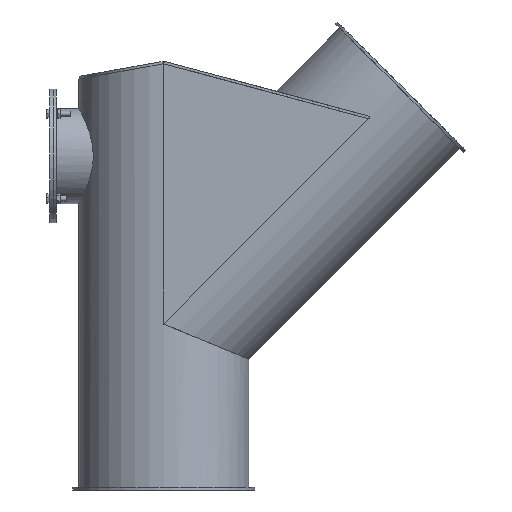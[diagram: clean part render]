
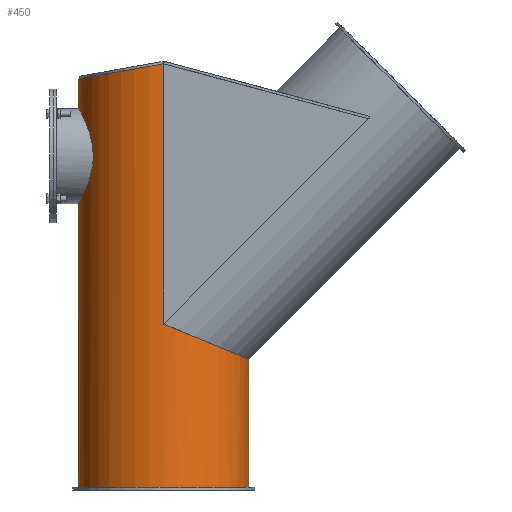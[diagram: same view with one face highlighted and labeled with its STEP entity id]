
A CAD part, left-side view. The second image highlights one B-rep face of the part: STEP entity #450.
In plain terms, the highlighted cylindrical face has radius 100 mm (diameter 200 mm), a full revolution.
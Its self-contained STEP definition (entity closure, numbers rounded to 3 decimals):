
#112=CARTESIAN_POINT('',(100.0,0.0,8.0));
#113=VERTEX_POINT('',#112);
#114=CARTESIAN_POINT('',(0.0,0.0,8.0));
#115=DIRECTION('',(0.0,0.0,1.0));
#116=DIRECTION('',(-1.0,0.0,0.0));
#117=AXIS2_PLACEMENT_3D('',#114,#115,#116);
#118=CIRCLE('',#117,100.0);
#119=EDGE_CURVE('',#113,#113,#118,.T.);
#213=CARTESIAN_POINT('',(54.,84.167,397.25));
#214=VERTEX_POINT('',#213);
#215=CARTESIAN_POINT('',(54.,84.167,397.25));
#216=CARTESIAN_POINT('',(54.,84.167,400.73));
#217=CARTESIAN_POINT('',(53.658,84.389,404.297));
#218=CARTESIAN_POINT('',(52.254,85.265,411.335));
#219=CARTESIAN_POINT('',(51.192,85.918,414.808));
#220=CARTESIAN_POINT('',(48.418,87.511,421.428));
#221=CARTESIAN_POINT('',(46.704,88.451,424.583));
#222=CARTESIAN_POINT('',(42.768,90.42,430.405));
#223=CARTESIAN_POINT('',(40.546,91.447,433.072));
#224=CARTESIAN_POINT('',(35.831,93.395,437.787));
#225=CARTESIAN_POINT('',(33.168,94.388,440.008));
#226=CARTESIAN_POINT('',(27.345,96.237,443.947));
#227=CARTESIAN_POINT('',(24.184,97.091,445.666));
#228=CARTESIAN_POINT('',(17.55,98.506,448.445));
#229=CARTESIAN_POINT('',(14.07,99.068,449.508));
#230=CARTESIAN_POINT('',(7.029,99.815,450.911));
#231=CARTESIAN_POINT('',(3.466,100.0,451.25));
#232=CARTESIAN_POINT('',(-3.466,100.0,451.25));
#233=CARTESIAN_POINT('',(-7.029,99.815,450.911));
#234=CARTESIAN_POINT('',(-14.07,99.068,449.508));
#235=CARTESIAN_POINT('',(-17.55,98.506,448.445));
#236=CARTESIAN_POINT('',(-24.184,97.091,445.666));
#237=CARTESIAN_POINT('',(-27.345,96.237,443.947));
#238=CARTESIAN_POINT('',(-33.168,94.388,440.008));
#239=CARTESIAN_POINT('',(-35.831,93.395,437.787));
#240=CARTESIAN_POINT('',(-40.546,91.447,433.072));
#241=CARTESIAN_POINT('',(-42.768,90.42,430.405));
#242=CARTESIAN_POINT('',(-46.704,88.451,424.583));
#243=CARTESIAN_POINT('',(-48.418,87.511,421.428));
#244=CARTESIAN_POINT('',(-51.192,85.918,414.808));
#245=CARTESIAN_POINT('',(-52.254,85.265,411.335));
#246=CARTESIAN_POINT('',(-53.658,84.389,404.297));
#247=CARTESIAN_POINT('',(-54.0,84.167,400.73));
#248=CARTESIAN_POINT('',(-54.0,84.167,393.77));
#249=CARTESIAN_POINT('',(-53.658,84.389,390.203));
#250=CARTESIAN_POINT('',(-52.254,85.265,383.165));
#251=CARTESIAN_POINT('',(-51.192,85.918,379.692));
#252=CARTESIAN_POINT('',(-48.418,87.511,373.072));
#253=CARTESIAN_POINT('',(-46.704,88.451,369.917));
#254=CARTESIAN_POINT('',(-42.768,90.42,364.095));
#255=CARTESIAN_POINT('',(-40.546,91.447,361.428));
#256=CARTESIAN_POINT('',(-35.831,93.395,356.713));
#257=CARTESIAN_POINT('',(-33.168,94.388,354.492));
#258=CARTESIAN_POINT('',(-27.345,96.237,350.553));
#259=CARTESIAN_POINT('',(-24.184,97.091,348.834));
#260=CARTESIAN_POINT('',(-17.55,98.506,346.055));
#261=CARTESIAN_POINT('',(-14.07,99.068,344.992));
#262=CARTESIAN_POINT('',(-7.029,99.815,343.589));
#263=CARTESIAN_POINT('',(-3.466,100.0,343.25));
#264=CARTESIAN_POINT('',(3.466,100.0,343.25));
#265=CARTESIAN_POINT('',(7.029,99.815,343.589));
#266=CARTESIAN_POINT('',(14.07,99.068,344.992));
#267=CARTESIAN_POINT('',(17.55,98.506,346.055));
#268=CARTESIAN_POINT('',(24.184,97.091,348.834));
#269=CARTESIAN_POINT('',(27.345,96.237,350.553));
#270=CARTESIAN_POINT('',(33.168,94.388,354.492));
#271=CARTESIAN_POINT('',(35.831,93.395,356.713));
#272=CARTESIAN_POINT('',(40.546,91.447,361.428));
#273=CARTESIAN_POINT('',(42.768,90.42,364.095));
#274=CARTESIAN_POINT('',(46.704,88.451,369.917));
#275=CARTESIAN_POINT('',(48.418,87.511,373.072));
#276=CARTESIAN_POINT('',(51.192,85.918,379.692));
#277=CARTESIAN_POINT('',(52.254,85.265,383.165));
#278=CARTESIAN_POINT('',(53.658,84.389,390.203));
#279=CARTESIAN_POINT('',(54.0,84.167,393.77));
#280=CARTESIAN_POINT('',(54.0,84.167,397.25));
#281=B_SPLINE_CURVE_WITH_KNOTS('',3,(#215,#216,#217,#218,#219,#220,#221,#222,#223,#224,#225,#226,#227,#228,#229,#230,#231,#232,#233,#234,#235,#236,#237,#238,#239,#240,#241,#242,#243,#244,#245,#246,#247,#248,#249,#250,#251,#252,#253,#254,#255,#256,#257,#258,#259,#260,#261,#262,#263,#264,#265,#266,#267,#268,#269,#270,#271,#272,#273,#274,#275,#276,#277,#278,#279,#280),.UNSPECIFIED.,.T.,.U.,(4,2,2,2,2,2,2,2,2,2,2,2,2,2,2,2,2,2,2,2,2,2,2,2,2,2,2,2,2,2,2,2,4),(0.0,1.044,2.088,3.132,4.176,5.216,6.256,7.296,8.336,9.376,10.416,11.455,12.495,13.539,14.583,15.627,16.671,17.715,18.759,19.803,20.847,21.887,22.927,23.967,25.007,26.047,27.087,28.127,29.167,30.211,31.255,32.299,33.343),.UNSPECIFIED.);
#282=EDGE_CURVE('',#214,#214,#281,.T.);
#302=CARTESIAN_POINT('',(-100.0,0.0,505.75));
#303=VERTEX_POINT('',#302);
#310=CARTESIAN_POINT('',(-100.0,0.0,200.0));
#311=VERTEX_POINT('',#310);
#312=CARTESIAN_POINT('',(-100.0,0.0,200.0));
#313=DIRECTION('',(0.0,0.0,1.0));
#314=VECTOR('',#313,305.75);
#315=LINE('',#312,#314);
#316=EDGE_CURVE('',#311,#303,#315,.T.);
#342=CARTESIAN_POINT('',(100.0,0.0,200.0));
#343=VERTEX_POINT('',#342);
#350=CARTESIAN_POINT('',(100.0,0.,505.75));
#351=VERTEX_POINT('',#350);
#352=CARTESIAN_POINT('',(100.0,0.0,505.75));
#353=DIRECTION('',(0.0,0.0,-1.0));
#354=VECTOR('',#353,305.75);
#355=LINE('',#352,#354);
#356=EDGE_CURVE('',#351,#343,#355,.T.);
#380=CARTESIAN_POINT('',(0.0,0.0,505.75));
#381=DIRECTION('',(0.0,-0.176,-0.984));
#382=DIRECTION('',(0.0,-0.984,0.176));
#383=AXIS2_PLACEMENT_3D('',#380,#381,#382);
#384=ELLIPSE('',#383,101.591,100.0);
#385=EDGE_CURVE('',#303,#351,#384,.T.);
#404=CARTESIAN_POINT('',(0.0,0.0,200.));
#405=DIRECTION('',(0.0,0.383,-0.924));
#406=DIRECTION('',(0.0,-0.924,-0.383));
#407=AXIS2_PLACEMENT_3D('',#404,#405,#406);
#408=ELLIPSE('',#407,108.239,100.0);
#409=EDGE_CURVE('',#343,#311,#408,.T.);
#433=CARTESIAN_POINT('',(0.0,0.0,0.0));
#434=DIRECTION('',(0.0,0.0,1.0));
#435=DIRECTION('',(-1.0,0.0,0.0));
#436=AXIS2_PLACEMENT_3D('',#433,#434,#435);
#437=CYLINDRICAL_SURFACE('',#436,100.0);
#438=ORIENTED_EDGE('',*,*,#119,.T.);
#439=EDGE_LOOP('',(#438));
#440=FACE_OUTER_BOUND('',#439,.T.);
#441=ORIENTED_EDGE('',*,*,#282,.T.);
#442=EDGE_LOOP('',(#441));
#443=FACE_BOUND('',#442,.T.);
#444=ORIENTED_EDGE('',*,*,#385,.T.);
#445=ORIENTED_EDGE('',*,*,#356,.T.);
#446=ORIENTED_EDGE('',*,*,#409,.T.);
#447=ORIENTED_EDGE('',*,*,#316,.T.);
#448=EDGE_LOOP('',(#444,#445,#446,#447));
#449=FACE_BOUND('',#448,.T.);
#450=ADVANCED_FACE('',(#440,#443,#449),#437,.T.);
